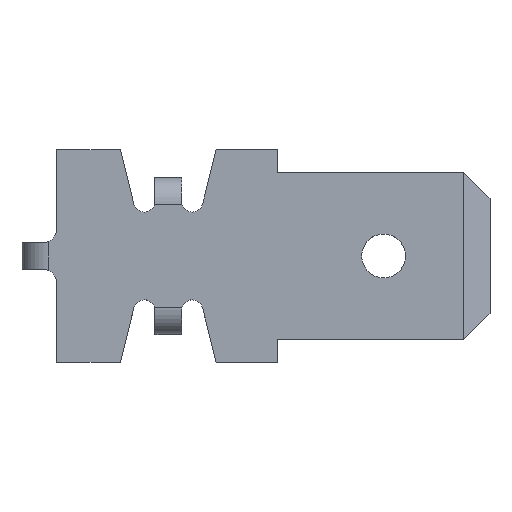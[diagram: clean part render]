
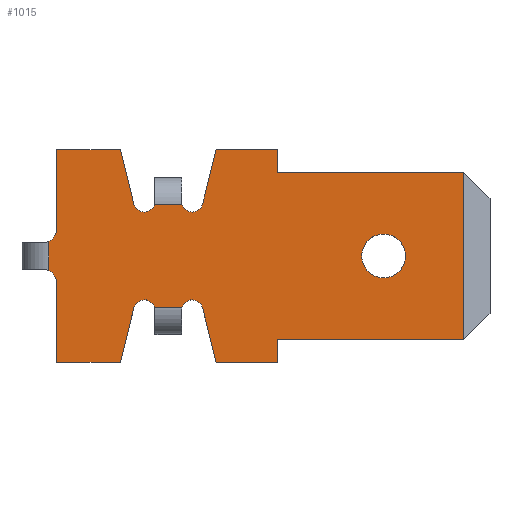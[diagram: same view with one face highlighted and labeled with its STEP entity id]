
A CAD part, top view. The second image highlights one B-rep face of the part: STEP entity #1015.
In plain terms, the highlighted face is planar.
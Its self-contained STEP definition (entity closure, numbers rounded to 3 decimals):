
#23=PLANE($,#1083);
#83=LINE($,#1546,#193);
#84=LINE($,#1550,#194);
#85=LINE($,#1552,#195);
#86=LINE($,#1554,#196);
#87=LINE($,#1556,#197);
#88=LINE($,#1558,#198);
#89=LINE($,#1560,#199);
#90=LINE($,#1562,#200);
#91=LINE($,#1564,#201);
#92=LINE($,#1565,#202);
#93=LINE($,#1566,#203);
#94=LINE($,#1568,#204);
#95=LINE($,#1570,#205);
#96=LINE($,#1572,#206);
#97=LINE($,#1576,#207);
#98=LINE($,#1580,#208);
#99=LINE($,#1582,#209);
#100=LINE($,#1583,#210);
#193=VECTOR($,#1212,1.025);
#194=VECTOR($,#1215,2.11);
#195=VECTOR($,#1216,2.3);
#196=VECTOR($,#1217,0.85);
#197=VECTOR($,#1218,7.);
#198=VECTOR($,#1219,6.3);
#199=VECTOR($,#1220,7.);
#200=VECTOR($,#1221,0.85);
#201=VECTOR($,#1222,2.3);
#202=VECTOR($,#1223,2.11);
#203=VECTOR($,#1224,1.025);
#204=VECTOR($,#1225,2.11);
#205=VECTOR($,#1226,2.4);
#206=VECTOR($,#1227,3.);
#207=VECTOR($,#1230,1.083);
#208=VECTOR($,#1233,3.);
#209=VECTOR($,#1234,2.4);
#210=VECTOR($,#1235,2.11);
#295=FACE_BOUND($,#358,.T.);
#300=FACE_OUTER_BOUND($,#357,.T.);
#357=EDGE_LOOP($,(#730,#731,#732,#733,#734,#735,#736,#737,#738,#739,#740,
#741,#742,#743,#744,#745,#746,#747,#748,#749,#750,#751,#752,#753));
#358=EDGE_LOOP($,(#754));
#410=CIRCLE($,#1071,0.825);
#412=CIRCLE($,#1074,0.4);
#414=CIRCLE($,#1077,0.4);
#419=CIRCLE($,#1084,0.4);
#420=CIRCLE($,#1085,0.4);
#421=CIRCLE($,#1086,0.5);
#422=CIRCLE($,#1087,0.5);
#440=VERTEX_POINT($,#1446);
#445=VERTEX_POINT($,#1462);
#446=VERTEX_POINT($,#1470);
#449=VERTEX_POINT($,#1477);
#450=VERTEX_POINT($,#1479);
#473=VERTEX_POINT($,#1542);
#474=VERTEX_POINT($,#1543);
#475=VERTEX_POINT($,#1545);
#476=VERTEX_POINT($,#1547);
#477=VERTEX_POINT($,#1549);
#478=VERTEX_POINT($,#1551);
#479=VERTEX_POINT($,#1553);
#480=VERTEX_POINT($,#1555);
#481=VERTEX_POINT($,#1557);
#482=VERTEX_POINT($,#1559);
#483=VERTEX_POINT($,#1561);
#484=VERTEX_POINT($,#1563);
#485=VERTEX_POINT($,#1567);
#486=VERTEX_POINT($,#1569);
#487=VERTEX_POINT($,#1571);
#488=VERTEX_POINT($,#1573);
#489=VERTEX_POINT($,#1575);
#490=VERTEX_POINT($,#1577);
#491=VERTEX_POINT($,#1579);
#492=VERTEX_POINT($,#1581);
#540=EDGE_CURVE($,#440,#440,#410,.T.);
#545=EDGE_CURVE($,#445,#446,#412,.T.);
#549=EDGE_CURVE($,#449,#450,#414,.T.);
#575=EDGE_CURVE($,#473,#474,#419,.T.);
#576=EDGE_CURVE($,#473,#475,#83,.T.);
#577=EDGE_CURVE($,#476,#475,#420,.T.);
#578=EDGE_CURVE($,#477,#476,#84,.T.);
#579=EDGE_CURVE($,#478,#477,#85,.T.);
#580=EDGE_CURVE($,#479,#478,#86,.T.);
#581=EDGE_CURVE($,#480,#479,#87,.T.);
#582=EDGE_CURVE($,#480,#481,#88,.T.);
#583=EDGE_CURVE($,#482,#481,#89,.T.);
#584=EDGE_CURVE($,#483,#482,#90,.T.);
#585=EDGE_CURVE($,#484,#483,#91,.T.);
#586=EDGE_CURVE($,#446,#484,#92,.T.);
#587=EDGE_CURVE($,#445,#450,#93,.T.);
#588=EDGE_CURVE($,#485,#449,#94,.T.);
#589=EDGE_CURVE($,#486,#485,#95,.T.);
#590=EDGE_CURVE($,#487,#486,#96,.T.);
#591=EDGE_CURVE($,#487,#488,#421,.T.);
#592=EDGE_CURVE($,#488,#489,#97,.T.);
#593=EDGE_CURVE($,#489,#490,#422,.T.);
#594=EDGE_CURVE($,#491,#490,#98,.T.);
#595=EDGE_CURVE($,#492,#491,#99,.T.);
#596=EDGE_CURVE($,#474,#492,#100,.T.);
#730=ORIENTED_EDGE($,*,*,#575,.F.);
#731=ORIENTED_EDGE($,*,*,#576,.T.);
#732=ORIENTED_EDGE($,*,*,#577,.F.);
#733=ORIENTED_EDGE($,*,*,#578,.F.);
#734=ORIENTED_EDGE($,*,*,#579,.F.);
#735=ORIENTED_EDGE($,*,*,#580,.F.);
#736=ORIENTED_EDGE($,*,*,#581,.F.);
#737=ORIENTED_EDGE($,*,*,#582,.T.);
#738=ORIENTED_EDGE($,*,*,#583,.F.);
#739=ORIENTED_EDGE($,*,*,#584,.F.);
#740=ORIENTED_EDGE($,*,*,#585,.F.);
#741=ORIENTED_EDGE($,*,*,#586,.F.);
#742=ORIENTED_EDGE($,*,*,#545,.F.);
#743=ORIENTED_EDGE($,*,*,#587,.T.);
#744=ORIENTED_EDGE($,*,*,#549,.F.);
#745=ORIENTED_EDGE($,*,*,#588,.F.);
#746=ORIENTED_EDGE($,*,*,#589,.F.);
#747=ORIENTED_EDGE($,*,*,#590,.F.);
#748=ORIENTED_EDGE($,*,*,#591,.T.);
#749=ORIENTED_EDGE($,*,*,#592,.T.);
#750=ORIENTED_EDGE($,*,*,#593,.T.);
#751=ORIENTED_EDGE($,*,*,#594,.F.);
#752=ORIENTED_EDGE($,*,*,#595,.F.);
#753=ORIENTED_EDGE($,*,*,#596,.F.);
#754=ORIENTED_EDGE($,*,*,#540,.T.);
#1015=ADVANCED_FACE($,(#300,#295),#23,.T.);
#1071=AXIS2_PLACEMENT_3D($,#1447,#1162,#1163);
#1074=AXIS2_PLACEMENT_3D($,#1471,#1169,#1170);
#1077=AXIS2_PLACEMENT_3D($,#1480,#1177,#1178);
#1083=AXIS2_PLACEMENT_3D($,#1541,#1208,#1209);
#1084=AXIS2_PLACEMENT_3D($,#1544,#1210,#1211);
#1085=AXIS2_PLACEMENT_3D($,#1548,#1213,#1214);
#1086=AXIS2_PLACEMENT_3D($,#1574,#1228,#1229);
#1087=AXIS2_PLACEMENT_3D($,#1578,#1231,#1232);
#1162=DIRECTION('center_axis',(0.,1.,0.));
#1163=DIRECTION('ref_axis',(0.,0.,1.));
#1169=DIRECTION('center_axis',(0.,-1.,0.));
#1170=DIRECTION('ref_axis',(0.,0.,-1.));
#1177=DIRECTION('center_axis',(0.,-1.,0.));
#1178=DIRECTION('ref_axis',(0.,0.,-1.));
#1208=DIRECTION('center_axis',(0.,-1.,0.));
#1209=DIRECTION('ref_axis',(0.,0.,-1.));
#1210=DIRECTION('center_axis',(0.,-1.,0.));
#1211=DIRECTION('ref_axis',(0.,0.,1.));
#1212=DIRECTION($,(1.,0.,0.));
#1213=DIRECTION('center_axis',(0.,-1.,0.));
#1214=DIRECTION('ref_axis',(0.,0.,1.));
#1215=DIRECTION($,(-0.243,0.,0.97));
#1216=DIRECTION($,(-1.,0.,0.));
#1217=DIRECTION($,(0.,0.,-1.));
#1218=DIRECTION($,(-1.,0.,0.));
#1219=DIRECTION($,(0.,0.,1.));
#1220=DIRECTION($,(1.,0.,0.));
#1221=DIRECTION($,(0.,0.,-1.));
#1222=DIRECTION($,(1.,0.,0.));
#1223=DIRECTION($,(0.243,0.,0.97));
#1224=DIRECTION($,(-1.,0.,0.));
#1225=DIRECTION($,(0.243,0.,-0.97));
#1226=DIRECTION($,(1.,0.,0.));
#1227=DIRECTION($,(0.,0.,1.));
#1228=DIRECTION('center_axis',(0.,1.,0.));
#1229=DIRECTION('ref_axis',(0.,0.,-1.));
#1230=DIRECTION($,(0.,0.,-1.));
#1231=DIRECTION('center_axis',(0.,1.,0.));
#1232=DIRECTION('ref_axis',(0.,0.,-1.));
#1233=DIRECTION($,(0.,0.,1.));
#1234=DIRECTION($,(-1.,0.,0.));
#1235=DIRECTION($,(-0.243,0.,-0.97));
#1446=CARTESIAN_POINT('',(13.6,0.,-0.825));
#1447=CARTESIAN_POINT('Origin',(13.6,0.,0.));
#1462=CARTESIAN_POINT('',(6.013,0.,1.95));
#1470=CARTESIAN_POINT('',(6.788,0.,1.953));
#1471=CARTESIAN_POINT('Origin',(6.4,0.,2.05));
#1477=CARTESIAN_POINT('',(4.212,0.,1.953));
#1479=CARTESIAN_POINT('',(4.987,0.,1.95));
#1480=CARTESIAN_POINT('Origin',(4.6,0.,2.05));
#1541=CARTESIAN_POINT('Origin',(4.6,0.,2.05));
#1542=CARTESIAN_POINT('',(4.987,0.,-1.95));
#1543=CARTESIAN_POINT('',(4.212,0.,-1.953));
#1544=CARTESIAN_POINT('Origin',(4.6,0.,-2.05));
#1545=CARTESIAN_POINT('',(6.013,0.,-1.95));
#1546=CARTESIAN_POINT($,(6.,0.,-1.95));
#1547=CARTESIAN_POINT('',(6.788,0.,-1.953));
#1548=CARTESIAN_POINT('Origin',(6.4,0.,-2.05));
#1549=CARTESIAN_POINT('',(7.3,0.,-4.));
#1550=CARTESIAN_POINT($,(6.788,0.,-1.953));
#1551=CARTESIAN_POINT('',(9.6,0.,-4.));
#1552=CARTESIAN_POINT($,(7.3,0.,-4.));
#1553=CARTESIAN_POINT('',(9.6,0.,-3.15));
#1554=CARTESIAN_POINT($,(9.6,0.,-4.));
#1555=CARTESIAN_POINT('',(16.6,0.,-3.15));
#1556=CARTESIAN_POINT($,(9.6,0.,-3.15));
#1557=CARTESIAN_POINT('',(16.6,0.,3.15));
#1558=CARTESIAN_POINT($,(16.6,0.,2.15));
#1559=CARTESIAN_POINT('',(9.6,0.,3.15));
#1560=CARTESIAN_POINT($,(9.6,0.,3.15));
#1561=CARTESIAN_POINT('',(9.6,0.,4.));
#1562=CARTESIAN_POINT($,(9.6,0.,4.));
#1563=CARTESIAN_POINT('',(7.3,0.,4.));
#1564=CARTESIAN_POINT($,(7.3,0.,4.));
#1565=CARTESIAN_POINT($,(6.788,0.,1.953));
#1566=CARTESIAN_POINT($,(5.,0.,1.95));
#1567=CARTESIAN_POINT('',(3.7,0.,4.));
#1568=CARTESIAN_POINT($,(3.7,0.,4.));
#1569=CARTESIAN_POINT('',(1.3,0.,4.));
#1570=CARTESIAN_POINT($,(1.3,0.,4.));
#1571=CARTESIAN_POINT('',(1.3,0.,1.));
#1572=CARTESIAN_POINT($,(1.3,0.,0.5));
#1573=CARTESIAN_POINT('',(1.,0.,0.542));
#1574=CARTESIAN_POINT('Origin',(0.8,0.,1.));
#1575=CARTESIAN_POINT('',(1.,0.,-0.542));
#1576=CARTESIAN_POINT($,(1.,0.,-0.5));
#1577=CARTESIAN_POINT('',(1.3,0.,-1.));
#1578=CARTESIAN_POINT('Origin',(0.8,0.,-1.));
#1579=CARTESIAN_POINT('',(1.3,0.,-4.));
#1580=CARTESIAN_POINT($,(1.3,0.,-0.5));
#1581=CARTESIAN_POINT('',(3.7,0.,-4.));
#1582=CARTESIAN_POINT($,(1.3,0.,-4.));
#1583=CARTESIAN_POINT($,(3.7,0.,-4.));
